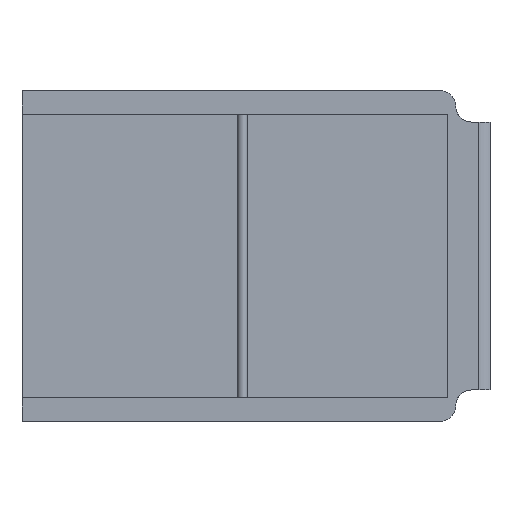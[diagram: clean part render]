
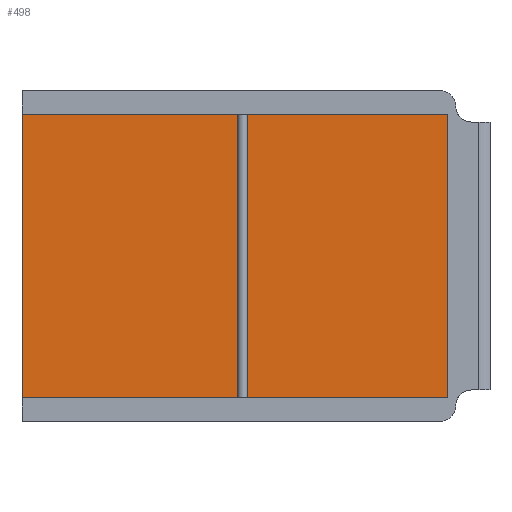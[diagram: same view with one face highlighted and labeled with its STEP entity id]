
A CAD part, front view. The second image highlights one B-rep face of the part: STEP entity #498.
In plain terms, the highlighted planar face has unit normal (0, -1, 0).
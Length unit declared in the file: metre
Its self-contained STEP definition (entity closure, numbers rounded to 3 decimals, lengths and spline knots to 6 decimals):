
#28=PLANE('',#559);
#140=ORIENTED_EDGE('',*,*,#255,.F.);
#141=ORIENTED_EDGE('',*,*,#261,.F.);
#142=ORIENTED_EDGE('',*,*,#262,.T.);
#143=ORIENTED_EDGE('',*,*,#259,.T.);
#255=EDGE_CURVE('',#311,#312,#351,.T.);
#259=EDGE_CURVE('',#314,#312,#354,.T.);
#261=EDGE_CURVE('',#315,#311,#356,.T.);
#262=EDGE_CURVE('',#315,#314,#357,.T.);
#311=VERTEX_POINT('',#854);
#312=VERTEX_POINT('',#855);
#314=VERTEX_POINT('',#862);
#315=VERTEX_POINT('',#866);
#351=LINE('',#853,#397);
#354=LINE('',#861,#400);
#356=LINE('',#865,#402);
#357=LINE('',#867,#403);
#397=VECTOR('',#678,1.);
#400=VECTOR('',#685,1.);
#402=VECTOR('',#689,1.);
#403=VECTOR('',#690,1.);
#427=EDGE_LOOP('',(#140,#141,#142,#143));
#457=FACE_BOUND('',#427,.T.);
#498=ADVANCED_FACE('',(#457),#28,.T.);
#559=AXIS2_PLACEMENT_3D('',#864,#687,#688);
#678=DIRECTION('',(0.,0.,1.));
#685=DIRECTION('',(-1.,0.,0.));
#687=DIRECTION('',(0.,-1.,0.));
#688=DIRECTION('',(0.,0.,-1.));
#689=DIRECTION('',(-1.,0.,0.));
#690=DIRECTION('',(0.,0.,1.));
#853=CARTESIAN_POINT('',(-0.07145,0.0025,0.0525));
#854=CARTESIAN_POINT('',(-0.07145,0.0025,0.0075));
#855=CARTESIAN_POINT('',(-0.07145,0.0025,0.0975));
#861=CARTESIAN_POINT('',(0.06355,0.0025,0.0975));
#862=CARTESIAN_POINT('',(0.06355,0.0025,0.0975));
#864=CARTESIAN_POINT('',(0.06355,0.0025,0.0525));
#865=CARTESIAN_POINT('',(0.06355,0.0025,0.0075));
#866=CARTESIAN_POINT('',(0.06355,0.0025,0.0075));
#867=CARTESIAN_POINT('',(0.06355,0.0025,0.0525));
